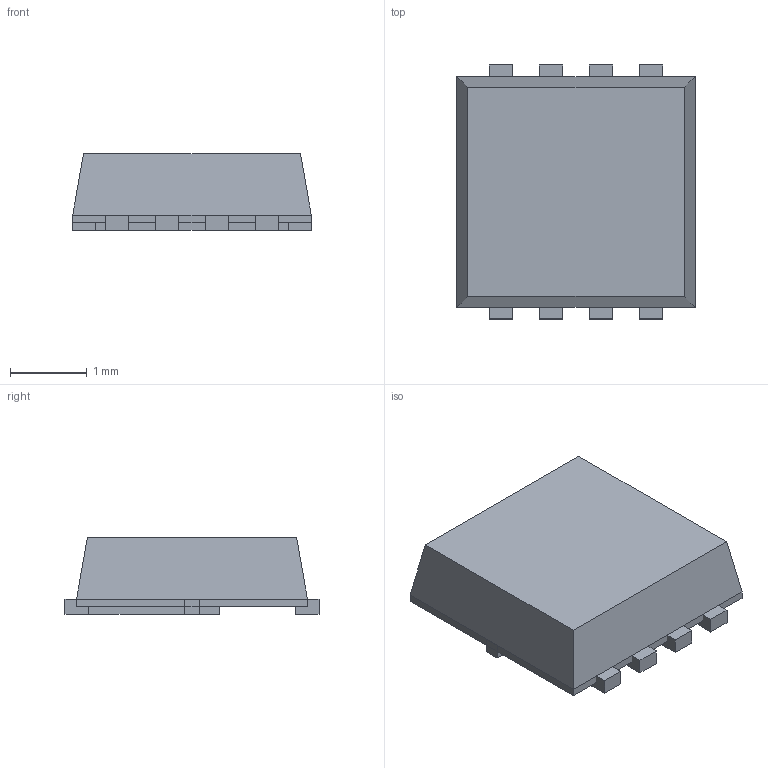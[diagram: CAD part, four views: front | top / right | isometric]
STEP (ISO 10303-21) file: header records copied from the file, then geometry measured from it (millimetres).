
FILE_DESCRIPTION(/* description */ ('STEP AP242','CAx-IF Rec.Pracs.---Representation and Presentation of Product Manufacturing Information (PMI)---4.0---2014-10-13','CAx-IF Rec.Pracs.---3D Tessellated Geometry---0.4---2014-09-14','2;1'),/* implementation_level */ '2;1');
FILE_NAME(/* name */ '67a123d2696bd253e3ff3bb7',/* time_stamp */ '2025-02-03T20:15:15Z',/* author */ (''),/* organization */ (''),/* preprocessor_version */ 'ST-DEVELOPER v20',/* originating_system */ 'ONSHAPE BY PTC INC, 1.193',/* authorisation */ ' ');
FILE_SCHEMA (('AP242_MANAGED_MODEL_BASED_3D_ENGINEERING_MIM_LF { 1 0 10303 442 1 1 4 }'));
Length unit declared in the file: metre
Products named in the file (6): Part 1; Part 2; Part 3; Part 4; Part 5; Chip
Bounding box: 3.1 x 3.3 x 1 mm (x, y, z)
Volume: 8.7 mm3; surface area: 41.3 mm2
Topology: 6 solids, 6 shells, 64 faces, 152 edges, 100 vertices
Faces by surface type: plane 64
Entity records: 1952 total; most frequent: CARTESIAN_POINT 322, ORIENTED_EDGE 304, DIRECTION 292, EDGE_CURVE 152, LINE 152, VECTOR 152, VERTEX_POINT 100, AXIS2_PLACEMENT_3D 70
